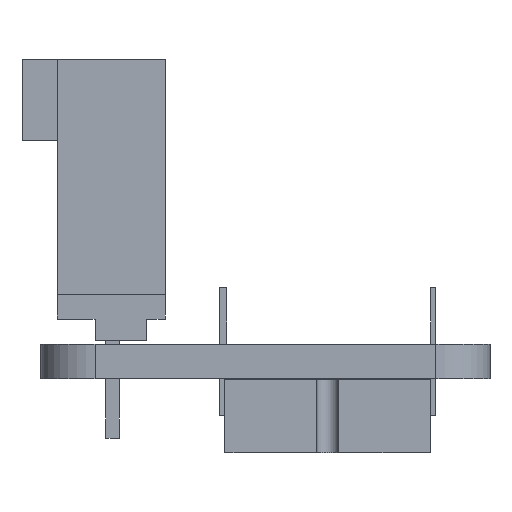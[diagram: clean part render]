
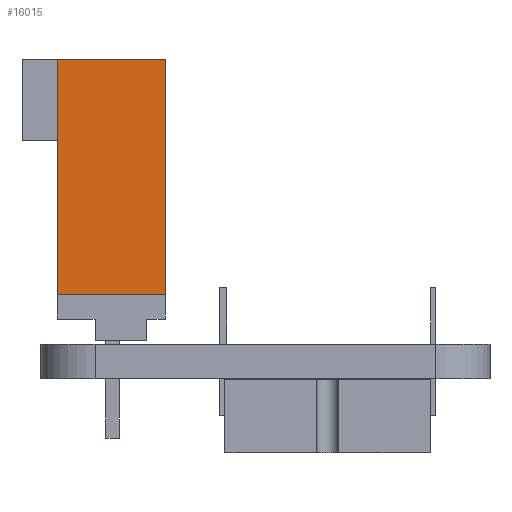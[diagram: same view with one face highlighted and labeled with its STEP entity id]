
A CAD part, left-side view. The second image highlights one B-rep face of the part: STEP entity #16015.
In plain terms, the highlighted planar face has unit normal (-1, 0, 0).
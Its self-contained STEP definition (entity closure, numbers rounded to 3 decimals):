
#15304 = PLANE('',#15305);
#15305 = AXIS2_PLACEMENT_3D('',#15306,#15307,#15308);
#15306 = CARTESIAN_POINT('',(254.,0.,6.731));
#15307 = DIRECTION('',(0.,1.,0.));
#15308 = DIRECTION('',(0.,0.,1.));
#15344 = PLANE('',#15345);
#15345 = AXIS2_PLACEMENT_3D('',#15346,#15347,#15348);
#15346 = CARTESIAN_POINT('',(254.,12.192,5.08));
#15347 = DIRECTION('',(0.,0.,-1.));
#15348 = DIRECTION('',(0.,1.,0.));
#15385 = VERTEX_POINT('',#15386);
#15386 = CARTESIAN_POINT('',(0.,0.,0.));
#15400 = PLANE('',#15401);
#15401 = AXIS2_PLACEMENT_3D('',#15402,#15403,#15404);
#15402 = CARTESIAN_POINT('',(254.,0.,0.));
#15403 = DIRECTION('',(0.,0.,1.));
#15404 = DIRECTION('',(1.,0.,0.));
#15412 = EDGE_CURVE('',#15413,#15385,#15415,.T.);
#15413 = VERTEX_POINT('',#15414);
#15414 = CARTESIAN_POINT('',(0.,0.,5.08));
#15415 = SURFACE_CURVE('',#15416,(#15420,#15427),.PCURVE_S1.);
#15416 = LINE('',#15417,#15418);
#15417 = CARTESIAN_POINT('',(0.,0.,6.731));
#15418 = VECTOR('',#15419,1.);
#15419 = DIRECTION('',(0.,0.,-1.));
#15420 = PCURVE('',#15304,#15421);
#15421 = DEFINITIONAL_REPRESENTATION('',(#15422),#15426);
#15422 = LINE('',#15423,#15424);
#15423 = CARTESIAN_POINT('',(0.,-254.));
#15424 = VECTOR('',#15425,1.);
#15425 = DIRECTION('',(-1.,0.));
#15426 = ( GEOMETRIC_REPRESENTATION_CONTEXT(2) 
PARAMETRIC_REPRESENTATION_CONTEXT() REPRESENTATION_CONTEXT('2D SPACE',''
  ) );
#15427 = PCURVE('',#15428,#15433);
#15428 = PLANE('',#15429);
#15429 = AXIS2_PLACEMENT_3D('',#15430,#15431,#15432);
#15430 = CARTESIAN_POINT('',(0.,0.,0.));
#15431 = DIRECTION('',(1.,0.,0.));
#15432 = DIRECTION('',(0.,0.,-1.));
#15433 = DEFINITIONAL_REPRESENTATION('',(#15434),#15438);
#15434 = LINE('',#15435,#15436);
#15435 = CARTESIAN_POINT('',(-6.731,0.));
#15436 = VECTOR('',#15437,1.);
#15437 = DIRECTION('',(1.,0.));
#15438 = ( GEOMETRIC_REPRESENTATION_CONTEXT(2) 
PARAMETRIC_REPRESENTATION_CONTEXT() REPRESENTATION_CONTEXT('2D SPACE',''
  ) );
#15968 = VERTEX_POINT('',#15969);
#15969 = CARTESIAN_POINT('',(0.,11.049,0.));
#15983 = PLANE('',#15984);
#15984 = AXIS2_PLACEMENT_3D('',#15985,#15986,#15987);
#15985 = CARTESIAN_POINT('',(0.,11.049,127.));
#15986 = DIRECTION('',(0.,1.,0.));
#15987 = DIRECTION('',(0.,0.,1.));
#15995 = EDGE_CURVE('',#15385,#15968,#15996,.T.);
#15996 = SURFACE_CURVE('',#15997,(#16001,#16008),.PCURVE_S1.);
#15997 = LINE('',#15998,#15999);
#15998 = CARTESIAN_POINT('',(0.,0.,0.));
#15999 = VECTOR('',#16000,1.);
#16000 = DIRECTION('',(0.,1.,0.));
#16001 = PCURVE('',#15400,#16002);
#16002 = DEFINITIONAL_REPRESENTATION('',(#16003),#16007);
#16003 = LINE('',#16004,#16005);
#16004 = CARTESIAN_POINT('',(-254.,0.));
#16005 = VECTOR('',#16006,1.);
#16006 = DIRECTION('',(0.,1.));
#16007 = ( GEOMETRIC_REPRESENTATION_CONTEXT(2) 
PARAMETRIC_REPRESENTATION_CONTEXT() REPRESENTATION_CONTEXT('2D SPACE',''
  ) );
#16008 = PCURVE('',#15428,#16009);
#16009 = DEFINITIONAL_REPRESENTATION('',(#16010),#16014);
#16010 = LINE('',#16011,#16012);
#16011 = CARTESIAN_POINT('',(0.,0.));
#16012 = VECTOR('',#16013,1.);
#16013 = DIRECTION('',(0.,1.));
#16014 = ( GEOMETRIC_REPRESENTATION_CONTEXT(2) 
PARAMETRIC_REPRESENTATION_CONTEXT() REPRESENTATION_CONTEXT('2D SPACE',''
  ) );
#16015 = ADVANCED_FACE('',(#16016),#15428,.F.);
#16016 = FACE_BOUND('',#16017,.F.);
#16017 = EDGE_LOOP('',(#16018,#16019,#16020,#16043));
#16018 = ORIENTED_EDGE('',*,*,#15412,.T.);
#16019 = ORIENTED_EDGE('',*,*,#15995,.T.);
#16020 = ORIENTED_EDGE('',*,*,#16021,.F.);
#16021 = EDGE_CURVE('',#16022,#15968,#16024,.T.);
#16022 = VERTEX_POINT('',#16023);
#16023 = CARTESIAN_POINT('',(0.,11.049,5.08));
#16024 = SURFACE_CURVE('',#16025,(#16029,#16036),.PCURVE_S1.);
#16025 = LINE('',#16026,#16027);
#16026 = CARTESIAN_POINT('',(0.,11.049,127.));
#16027 = VECTOR('',#16028,1.);
#16028 = DIRECTION('',(0.,0.,-1.));
#16029 = PCURVE('',#15428,#16030);
#16030 = DEFINITIONAL_REPRESENTATION('',(#16031),#16035);
#16031 = LINE('',#16032,#16033);
#16032 = CARTESIAN_POINT('',(-127.,11.049));
#16033 = VECTOR('',#16034,1.);
#16034 = DIRECTION('',(1.,0.));
#16035 = ( GEOMETRIC_REPRESENTATION_CONTEXT(2) 
PARAMETRIC_REPRESENTATION_CONTEXT() REPRESENTATION_CONTEXT('2D SPACE',''
  ) );
#16036 = PCURVE('',#15983,#16037);
#16037 = DEFINITIONAL_REPRESENTATION('',(#16038),#16042);
#16038 = LINE('',#16039,#16040);
#16039 = CARTESIAN_POINT('',(0.,0.));
#16040 = VECTOR('',#16041,1.);
#16041 = DIRECTION('',(-1.,0.));
#16042 = ( GEOMETRIC_REPRESENTATION_CONTEXT(2) 
PARAMETRIC_REPRESENTATION_CONTEXT() REPRESENTATION_CONTEXT('2D SPACE',''
  ) );
#16043 = ORIENTED_EDGE('',*,*,#16044,.T.);
#16044 = EDGE_CURVE('',#16022,#15413,#16045,.T.);
#16045 = SURFACE_CURVE('',#16046,(#16050,#16057),.PCURVE_S1.);
#16046 = LINE('',#16047,#16048);
#16047 = CARTESIAN_POINT('',(0.,12.192,5.08));
#16048 = VECTOR('',#16049,1.);
#16049 = DIRECTION('',(0.,-1.,0.));
#16050 = PCURVE('',#15428,#16051);
#16051 = DEFINITIONAL_REPRESENTATION('',(#16052),#16056);
#16052 = LINE('',#16053,#16054);
#16053 = CARTESIAN_POINT('',(-5.08,12.192));
#16054 = VECTOR('',#16055,1.);
#16055 = DIRECTION('',(0.,-1.));
#16056 = ( GEOMETRIC_REPRESENTATION_CONTEXT(2) 
PARAMETRIC_REPRESENTATION_CONTEXT() REPRESENTATION_CONTEXT('2D SPACE',''
  ) );
#16057 = PCURVE('',#15344,#16058);
#16058 = DEFINITIONAL_REPRESENTATION('',(#16059),#16063);
#16059 = LINE('',#16060,#16061);
#16060 = CARTESIAN_POINT('',(0.,-254.));
#16061 = VECTOR('',#16062,1.);
#16062 = DIRECTION('',(-1.,0.));
#16063 = ( GEOMETRIC_REPRESENTATION_CONTEXT(2) 
PARAMETRIC_REPRESENTATION_CONTEXT() REPRESENTATION_CONTEXT('2D SPACE',''
  ) );
